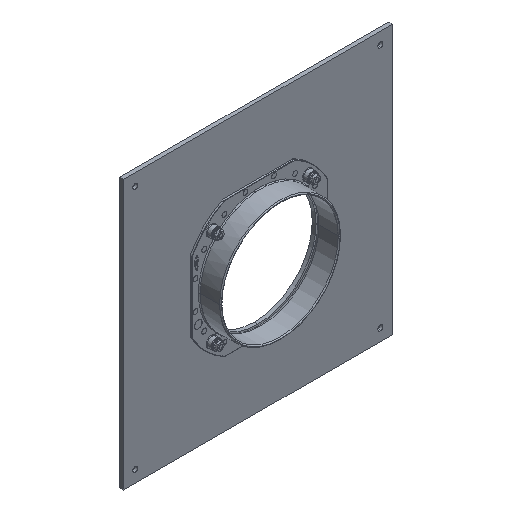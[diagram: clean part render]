
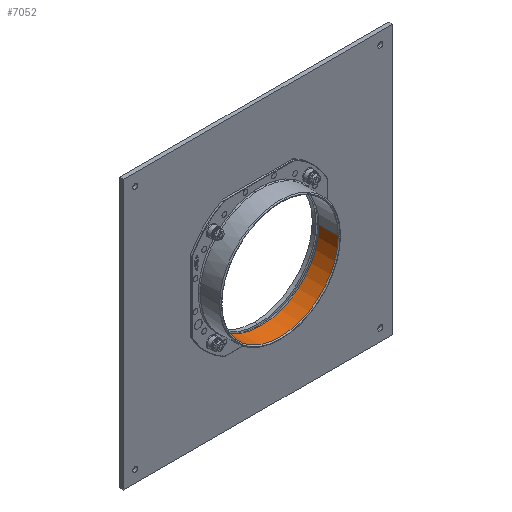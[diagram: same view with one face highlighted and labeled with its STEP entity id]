
A CAD part, isometric view. The second image highlights one B-rep face of the part: STEP entity #7052.
In plain terms, the highlighted conical face has half-angle 0.5 degrees and reference radius 61.21 mm.
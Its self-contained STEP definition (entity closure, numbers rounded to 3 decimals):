
#34 = CARTESIAN_POINT ( 'NONE',  ( 0., 23.009, 0. ) ) ;
#125 = CIRCLE ( 'NONE', #3448, 61.201 ) ;
#208 = EDGE_CURVE ( 'NONE', #10851, #3734, #10856, .T. ) ;
#1473 = EDGE_LOOP ( 'NONE', ( #13810, #15095, #3817, #8153 ) ) ;
#1482 = DIRECTION ( 'NONE',  ( 0., 1., 0. ) ) ;
#1701 = CIRCLE ( 'NONE', #2731, 61.027 ) ;
#2341 = VERTEX_POINT ( 'NONE', #13109 ) ;
#2731 = AXIS2_PLACEMENT_3D ( 'NONE', #10554, #15392, #8147 ) ;
#2788 = CONICAL_SURFACE ( 'NONE', #5346, 61.21, 0.009 ) ;
#3448 = AXIS2_PLACEMENT_3D ( 'NONE', #34, #8447, #7317 ) ;
#3538 = EDGE_CURVE ( 'NONE', #2341, #3734, #125, .T. ) ;
#3734 = VERTEX_POINT ( 'NONE', #12761 ) ;
#3817 = ORIENTED_EDGE ( 'NONE', *, *, #8038, .T. ) ;
#3985 = DIRECTION ( 'NONE',  ( 0., 1., 0.009 ) ) ;
#4324 = VECTOR ( 'NONE', #10544, 1000. ) ;
#5211 = LINE ( 'NONE', #15011, #15551 ) ;
#5301 = EDGE_CURVE ( 'NONE', #10851, #12679, #1701, .T. ) ;
#5346 = AXIS2_PLACEMENT_3D ( 'NONE', #12304, #1482, #8615 ) ;
#6981 = CARTESIAN_POINT ( 'NONE',  ( 0., 3.026, 61.027 ) ) ;
#7052 = ADVANCED_FACE ( 'NONE', ( #7417 ), #2788, .F. ) ;
#7317 = DIRECTION ( 'NONE',  ( 0., 0., 1. ) ) ;
#7417 = FACE_OUTER_BOUND ( 'NONE', #1473, .T. ) ;
#7472 = CARTESIAN_POINT ( 'NONE',  ( 0., 3.026, -61.027 ) ) ;
#8038 = EDGE_CURVE ( 'NONE', #12679, #2341, #5211, .T. ) ;
#8147 = DIRECTION ( 'NONE',  ( 0., 0., 1. ) ) ;
#8153 = ORIENTED_EDGE ( 'NONE', *, *, #3538, .T. ) ;
#8447 = DIRECTION ( 'NONE',  ( 0., 1., 0. ) ) ;
#8615 = DIRECTION ( 'NONE',  ( 0., 0., 1. ) ) ;
#10544 = DIRECTION ( 'NONE',  ( 0., 1., -0.009 ) ) ;
#10554 = CARTESIAN_POINT ( 'NONE',  ( 0., 3.026, 0. ) ) ;
#10851 = VERTEX_POINT ( 'NONE', #7472 ) ;
#10856 = LINE ( 'NONE', #15694, #4324 ) ;
#12304 = CARTESIAN_POINT ( 'NONE',  ( 0., 24., 0. ) ) ;
#12679 = VERTEX_POINT ( 'NONE', #6981 ) ;
#12761 = CARTESIAN_POINT ( 'NONE',  ( 0., 23.009, -61.201 ) ) ;
#13109 = CARTESIAN_POINT ( 'NONE',  ( 0., 23.009, 61.201 ) ) ;
#13810 = ORIENTED_EDGE ( 'NONE', *, *, #208, .F. ) ;
#15011 = CARTESIAN_POINT ( 'NONE',  ( 0., 24., 61.21 ) ) ;
#15095 = ORIENTED_EDGE ( 'NONE', *, *, #5301, .T. ) ;
#15392 = DIRECTION ( 'NONE',  ( 0., -1., 0. ) ) ;
#15551 = VECTOR ( 'NONE', #3985, 1000. ) ;
#15694 = CARTESIAN_POINT ( 'NONE',  ( 0., 24., -61.21 ) ) ;
